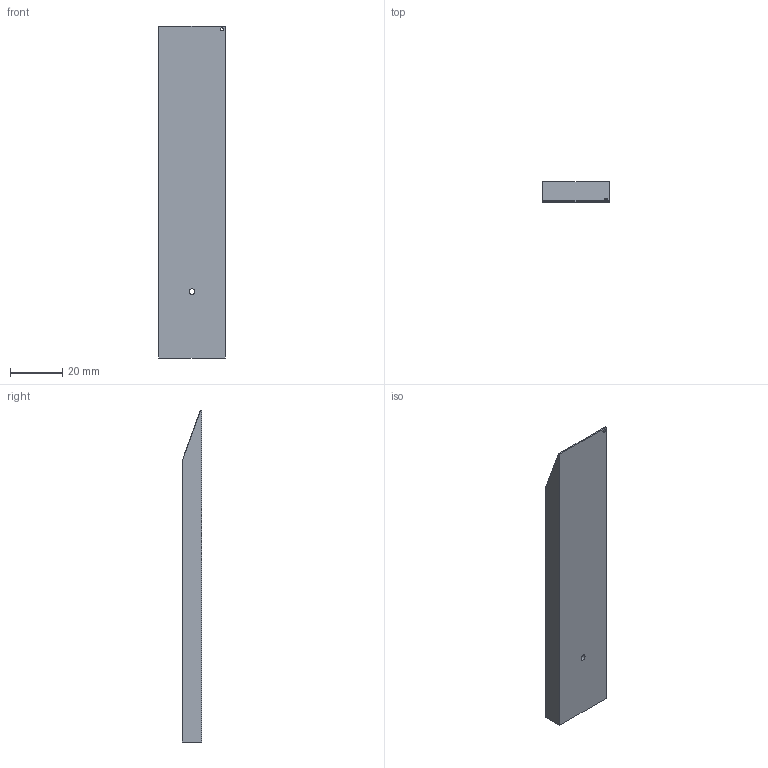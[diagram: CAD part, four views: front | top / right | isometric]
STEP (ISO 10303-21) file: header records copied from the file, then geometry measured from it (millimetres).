
FILE_DESCRIPTION(/* description */ ('','CAx-IF Rec.Pracs.---Representation and Presentation of Product Manufacturing Information (PMI)---4.0---2014-10-13'),/* implementation_level */ '2;1');
FILE_NAME(/* name */ 'Untitled v1.step',/* time_stamp */ '2025-03-01T18:55:04-05:00',/* author */ (''),/* organization */ (''),/* preprocessor_version */ 'ST-DEVELOPER v20',/* originating_system */ 'Autodesk Translation Framework v13.20.0.188',/* authorisation */ '');
FILE_SCHEMA (('AP242_MANAGED_MODEL_BASED_3D_ENGINEERING_MIM_LF { 1 0 10303 442 1 1 4 }'));
Length unit declared in the file: inch
Products named in the file (1): Untitled
Bounding box: 25.4 x 7.62 x 127 mm (x, y, z)
Volume: 22783.9 mm3; surface area: 8532.6 mm2
Topology: 1 solids, 1 shells, 9 faces, 21 edges, 14 vertices
Faces by surface type: plane 7, cylinder 2
Full cylindrical faces by diameter (mm): 1.27 x1, 2.2 x1
Entity records: 302 total; most frequent: DIRECTION 45, CARTESIAN_POINT 45, ORIENTED_EDGE 42, EDGE_CURVE 21, LINE 17, VECTOR 17, VERTEX_POINT 14, AXIS2_PLACEMENT_3D 14
